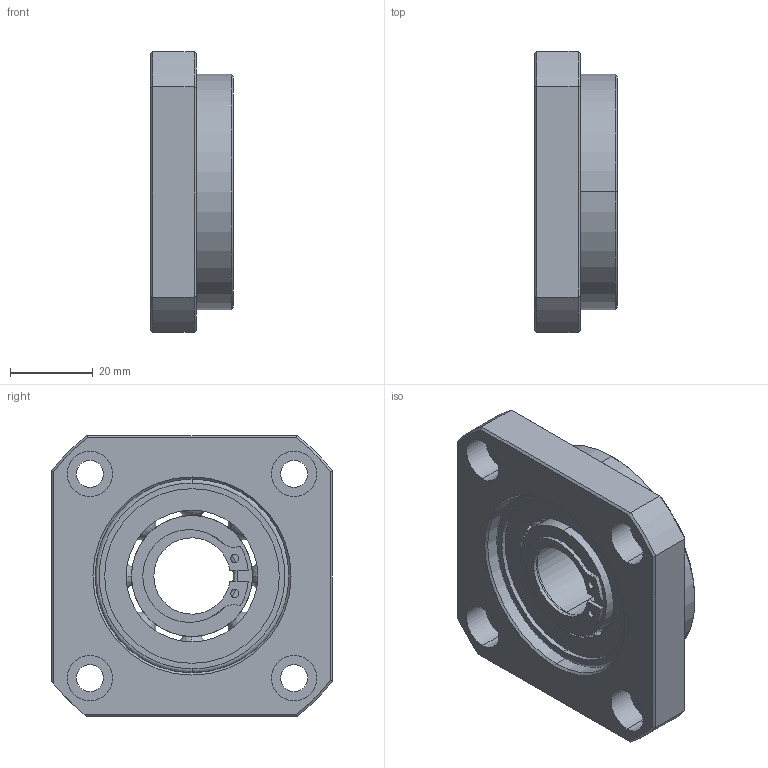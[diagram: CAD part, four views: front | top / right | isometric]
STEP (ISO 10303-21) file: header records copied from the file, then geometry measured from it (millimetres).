
FILE_DESCRIPTION (( 'STEP AP214' ), '1' );
FILE_NAME ('FF20.STEP', '2019-04-04T09:18:58', ( '' ), ( '' ), 'SwSTEP 2.0', 'SolidWorks 2015', '' );
FILE_SCHEMA (( 'AUTOMOTIVE_DESIGN' ));
Length unit declared in the file: millimetre
Products named in the file (1): FF20
Bounding box: 20 x 68 x 68 mm (x, y, z)
Volume: 46561.2 mm3; surface area: 25671.2 mm2
Topology: 3 solids, 3 shells, 752 faces, 2123 edges, 1398 vertices
Faces by surface type: plane 563, bspline 113, cylinder 63, cone 13
Entity records: 28238 total; most frequent: CARTESIAN_POINT 9423, ORIENTED_EDGE 4246, DIRECTION 3356, EDGE_CURVE 2123, LINE 1574, VECTOR 1574, VERTEX_POINT 1398, AXIS2_PLACEMENT_3D 891
